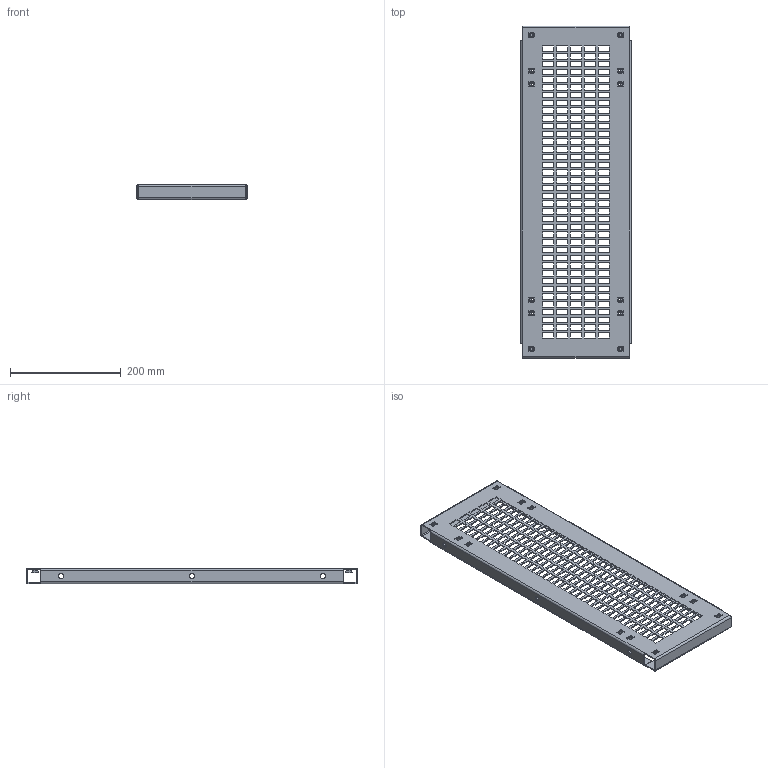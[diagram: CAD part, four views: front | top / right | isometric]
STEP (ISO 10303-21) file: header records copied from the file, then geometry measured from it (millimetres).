
FILE_DESCRIPTION (( 'STEP AP214' ), '1' );
FILE_NAME ('MP6P300 Ïàíåëü ìîíòàæíàÿ ïåðôîðèðîâàííàÿ.step', '2020-11-05T18:16:22', ( '' ), ( '' ), 'SwSTEP 2.0', 'SolidWorks 2019', '' );
FILE_SCHEMA (( 'AUTOMOTIVE_DESIGN' ));
Length unit declared in the file: millimetre
Products named in the file (16): Ãàéêà êëåòåâàÿ Ì6_3À; AVT010.08.00.06 Ïàíåëü ìîíòàæíàÿ; MP6P300 Ïàíåëü ìîíòàæíàÿ ïåðôîðèðîâàííàÿ; AVT010.08.00.06 Ïàíåëü ìîíòàæíàÿ_00
Assembly tree (13 placements, depth 2):
  Ãàéêà êëåòåâàÿ Ì6_3À
  Ãàéêà êëåòåâàÿ Ì6_3À
  AVT010.08.00.06 Ïàíåëü ìîíòàæíàÿ
  MP6P300 Ïàíåëü ìîíòàæíàÿ ïåðôîðèðîâàííàÿ
    AVT010.08.00.06 Ïàíåëü ìîíòàæíàÿ_00
    Ãàéêà êëåòåâàÿ Ì6_3À  x12
  Ãàéêà êëåòåâàÿ Ì6_3À
Bounding box: 200 x 600 x 27.4 mm (x, y, z)
Volume: 291483.7 mm3; surface area: 324464 mm2
Topology: 13 solids, 13 shells, 1566 faces, 4412 edges, 2872 vertices
Faces by surface type: plane 1298, cylinder 268
Entity records: 31827 total; most frequent: CARTESIAN_POINT 5629, ORIENTED_EDGE 5524, DIRECTION 4736, EDGE_CURVE 2762, VECTOR 2666, LINE 2666, VERTEX_POINT 1816, EDGE_LOOP 1368
